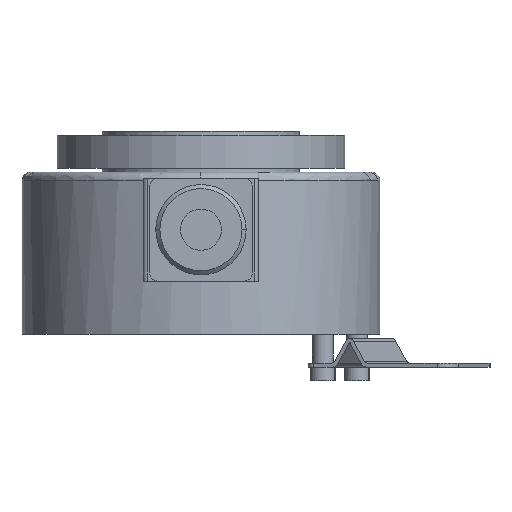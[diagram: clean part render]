
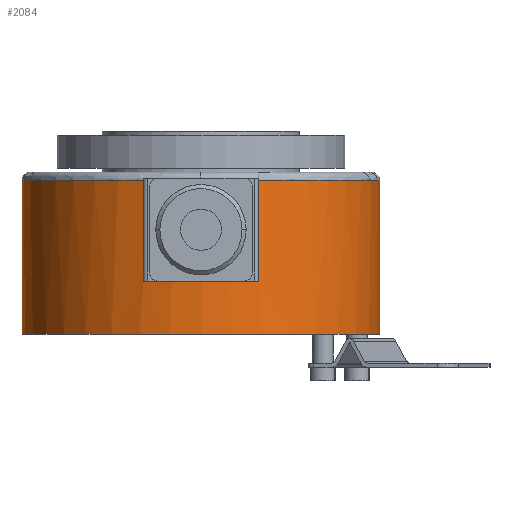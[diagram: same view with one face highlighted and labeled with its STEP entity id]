
A CAD part, front view. The second image highlights one B-rep face of the part: STEP entity #2084.
In plain terms, the highlighted cylindrical face has radius 43.55 mm (diameter 87.1 mm), a partial arc.
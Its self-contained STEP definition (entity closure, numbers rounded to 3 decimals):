
#262=CARTESIAN_POINT('',(0.,0.,13.));
#263=DIRECTION('',(0.,0.,-1.));
#264=DIRECTION('',(0.321,-0.947,0.));
#265=AXIS2_PLACEMENT_3D('',#262,#263,#264);
#346=DIRECTION('',(0.,0.,-1.));
#347=VECTOR('',#346,24.5);
#348=CARTESIAN_POINT('',(-14.,-41.238,37.5));
#349=LINE('',#348,#347);
#350=DIRECTION('',(0.,0.,1.));
#351=VECTOR('',#350,24.5);
#352=CARTESIAN_POINT('',(14.,-41.238,13.));
#353=LINE('',#352,#351);
#354=DIRECTION('',(0.,0.,-1.));
#355=VECTOR('',#354,37.5);
#356=CARTESIAN_POINT('',(43.55,0.,37.5));
#357=LINE('',#356,#355);
#358=CARTESIAN_POINT('',(0.,0.,37.5));
#359=DIRECTION('',(0.,0.,-1.));
#360=DIRECTION('',(-0.321,-0.947,0.));
#361=AXIS2_PLACEMENT_3D('',#358,#359,#360);
#385=CARTESIAN_POINT('',(0.,0.,37.5));
#386=DIRECTION('',(0.,0.,-1.));
#387=DIRECTION('',(1.,0.,0.));
#388=AXIS2_PLACEMENT_3D('',#385,#386,#387);
#513=CARTESIAN_POINT('',(0.,0.,0.));
#514=DIRECTION('',(0.,0.,1.));
#515=DIRECTION('',(-1.,0.,0.));
#516=AXIS2_PLACEMENT_3D('',#513,#514,#515);
#588=DIRECTION('',(0.,0.,-1.));
#589=VECTOR('',#588,37.5);
#590=CARTESIAN_POINT('',(-43.55,0.,37.5));
#591=LINE('',#590,#589);
#1349=CARTESIAN_POINT('',(43.55,0.,0.));
#1350=CARTESIAN_POINT('',(-43.55,0.,0.));
#1351=VERTEX_POINT('',#1349);
#1352=VERTEX_POINT('',#1350);
#1374=CARTESIAN_POINT('',(43.55,0.,37.5));
#1376=VERTEX_POINT('',#1374);
#1377=CARTESIAN_POINT('',(-43.55,0.,37.5));
#1378=VERTEX_POINT('',#1377);
#1383=CARTESIAN_POINT('',(14.,-41.238,37.5));
#1384=VERTEX_POINT('',#1383);
#1418=CARTESIAN_POINT('',(-14.,-41.238,37.5));
#1419=VERTEX_POINT('',#1418);
#1422=CARTESIAN_POINT('',(-14.,-41.238,13.));
#1423=VERTEX_POINT('',#1422);
#1424=CARTESIAN_POINT('',(14.,-41.238,13.));
#1425=VERTEX_POINT('',#1424);
#2063=CARTESIAN_POINT('',(0.,0.,0.));
#2064=DIRECTION('',(0.,0.,1.));
#2065=DIRECTION('',(1.,0.,0.));
#2066=AXIS2_PLACEMENT_3D('',#2063,#2064,#2065);
#2067=CYLINDRICAL_SURFACE('',#2066,43.55);
#2069=ORIENTED_EDGE('',*,*,#2068,.F.);
#2070=ORIENTED_EDGE('',*,*,#2046,.T.);
#2071=ORIENTED_EDGE('',*,*,#1885,.F.);
#2073=ORIENTED_EDGE('',*,*,#2072,.T.);
#2075=ORIENTED_EDGE('',*,*,#2074,.F.);
#2077=ORIENTED_EDGE('',*,*,#2076,.T.);
#2079=ORIENTED_EDGE('',*,*,#2078,.F.);
#2081=ORIENTED_EDGE('',*,*,#2080,.F.);
#2082=EDGE_LOOP('',(#2069,#2070,#2071,#2073,#2075,#2077,#2079,#2081));
#2083=FACE_OUTER_BOUND('',#2082,.F.);
#2084=ADVANCED_FACE('',(#2083),#2067,.T.);
#266=CIRCLE('',#265,43.55);
#362=CIRCLE('',#361,43.55);
#389=CIRCLE('',#388,43.55);
#517=CIRCLE('',#516,43.55);
#1885=EDGE_CURVE('',#1425,#1423,#266,.T.);
#2046=EDGE_CURVE('',#1419,#1423,#349,.T.);
#2068=EDGE_CURVE('',#1419,#1378,#362,.T.);
#2072=EDGE_CURVE('',#1425,#1384,#353,.T.);
#2074=EDGE_CURVE('',#1376,#1384,#389,.T.);
#2076=EDGE_CURVE('',#1376,#1351,#357,.T.);
#2078=EDGE_CURVE('',#1352,#1351,#517,.T.);
#2080=EDGE_CURVE('',#1378,#1352,#591,.T.);
